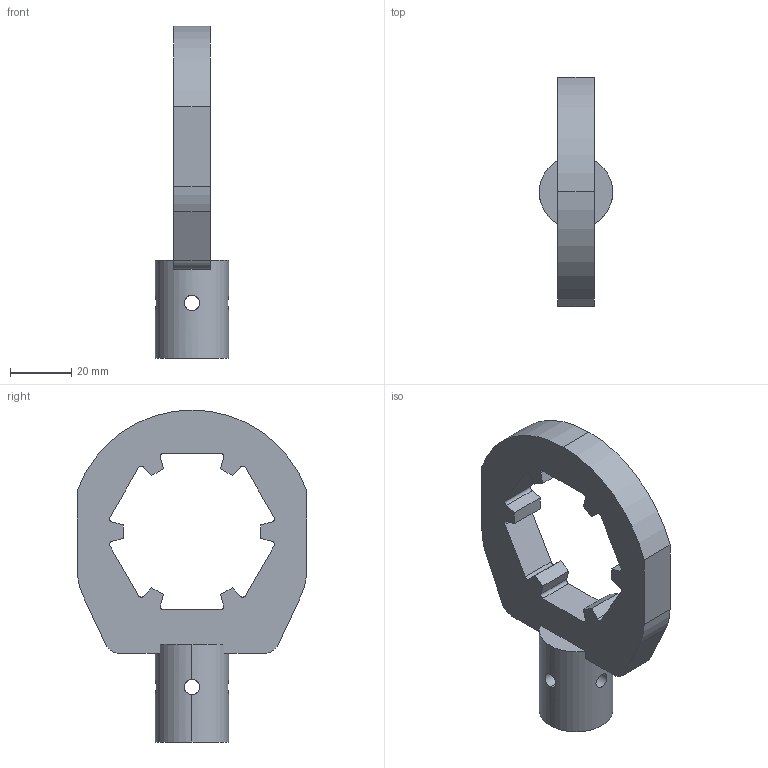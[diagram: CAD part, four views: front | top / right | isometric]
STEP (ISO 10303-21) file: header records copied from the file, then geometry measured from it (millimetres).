
FILE_DESCRIPTION (( 'STEP AP203' ), '1' );
FILE_NAME ('STP-5281-110-032-AA(04588-R).STEP', '2022-07-22T03:42:12', ( '' ), ( '' ), 'SwSTEP 2.0', 'SolidWorks 2017', '' );
FILE_SCHEMA (( 'CONFIG_CONTROL_DESIGN' ));
Length unit declared in the file: millimetre
Products named in the file (1): STP-5281-110-032-AA(04588-R)
Bounding box: 24 x 75 x 108.6 mm (x, y, z)
Volume: 45720.9 mm3; surface area: 15861.5 mm2
Topology: 1 solids, 1 shells, 68 faces, 199 edges, 130 vertices
Faces by surface type: plane 36, cylinder 32
Entity records: 2796 total; most frequent: CARTESIAN_POINT 878, ORIENTED_EDGE 398, DIRECTION 373, EDGE_CURVE 199, VECTOR 131, LINE 131, VERTEX_POINT 130, AXIS2_PLACEMENT_3D 121
